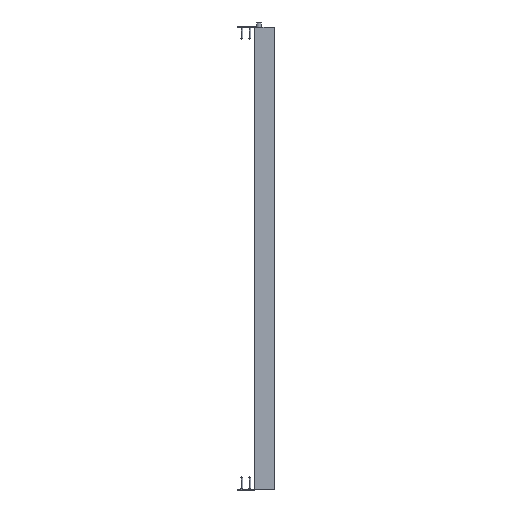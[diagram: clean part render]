
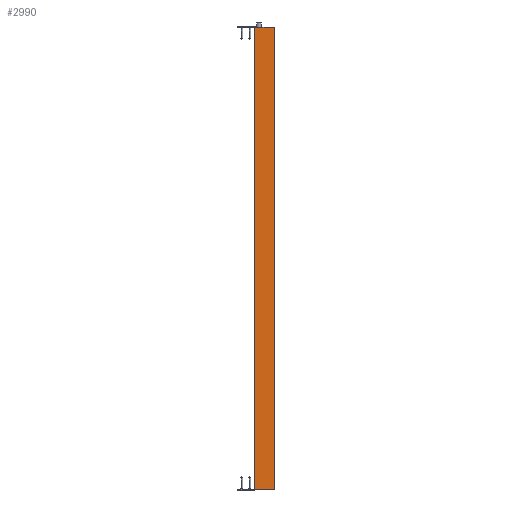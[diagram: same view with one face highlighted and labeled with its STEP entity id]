
A CAD part, left-side view. The second image highlights one B-rep face of the part: STEP entity #2990.
In plain terms, the highlighted planar face has unit normal (-1, 0.003, 0).
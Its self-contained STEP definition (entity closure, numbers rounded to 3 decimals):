
#2089 = VECTOR ( 'NONE', #43977, 1000. ) ;
#2990 = ADVANCED_FACE ( 'NONE', ( #32013 ), #16970, .F. ) ;
#5755 = VECTOR ( 'NONE', #31775, 1000. ) ;
#6606 = CARTESIAN_POINT ( 'NONE',  ( -4.1, -30., 708. ) ) ;
#9356 = VERTEX_POINT ( 'NONE', #38134 ) ;
#9642 = EDGE_CURVE ( 'NONE', #35301, #42303, #24638, .T. ) ;
#10519 = CARTESIAN_POINT ( 'NONE',  ( -4.002, -0.698, 708. ) ) ;
#11299 = DIRECTION ( 'NONE',  ( 1., -0.003, 0. ) ) ;
#14750 = VERTEX_POINT ( 'NONE', #19487 ) ;
#16186 = VECTOR ( 'NONE', #43311, 1000. ) ;
#16610 = ORIENTED_EDGE ( 'NONE', *, *, #39379, .F. ) ;
#16970 = PLANE ( 'NONE',  #31360 ) ;
#19487 = CARTESIAN_POINT ( 'NONE',  ( -4.1, -30., 708. ) ) ;
#20368 = EDGE_CURVE ( 'NONE', #14750, #9356, #38829, .T. ) ;
#21839 = VECTOR ( 'NONE', #24866, 1000. ) ;
#23106 = CARTESIAN_POINT ( 'NONE',  ( -4.002, -0.698, 0. ) ) ;
#23876 = EDGE_CURVE ( 'NONE', #42303, #9356, #40208, .T. ) ;
#24425 = EDGE_LOOP ( 'NONE', ( #44803, #25644, #16610, #40681 ) ) ;
#24638 = LINE ( 'NONE', #10519, #21839 ) ;
#24866 = DIRECTION ( 'NONE',  ( 0., 0., -1. ) ) ;
#25418 = LINE ( 'NONE', #29436, #16186 ) ;
#25621 = CARTESIAN_POINT ( 'NONE',  ( -4.002, -0.698, 0. ) ) ;
#25644 = ORIENTED_EDGE ( 'NONE', *, *, #20368, .F. ) ;
#25878 = DIRECTION ( 'NONE',  ( 0.003, 1., 0. ) ) ;
#29436 = CARTESIAN_POINT ( 'NONE',  ( -4.002, -0.698, 708. ) ) ;
#31360 = AXIS2_PLACEMENT_3D ( 'NONE', #43534, #11299, #25878 ) ;
#31775 = DIRECTION ( 'NONE',  ( 0., 0., -1. ) ) ;
#32013 = FACE_OUTER_BOUND ( 'NONE', #24425, .T. ) ;
#35301 = VERTEX_POINT ( 'NONE', #42098 ) ;
#38134 = CARTESIAN_POINT ( 'NONE',  ( -4.1, -30., 0. ) ) ;
#38829 = LINE ( 'NONE', #6606, #5755 ) ;
#39379 = EDGE_CURVE ( 'NONE', #35301, #14750, #25418, .T. ) ;
#40208 = LINE ( 'NONE', #25621, #2089 ) ;
#40681 = ORIENTED_EDGE ( 'NONE', *, *, #9642, .T. ) ;
#42098 = CARTESIAN_POINT ( 'NONE',  ( -4.002, -0.698, 708. ) ) ;
#42303 = VERTEX_POINT ( 'NONE', #23106 ) ;
#43311 = DIRECTION ( 'NONE',  ( -0.003, -1., 0. ) ) ;
#43534 = CARTESIAN_POINT ( 'NONE',  ( -4.002, -0.698, 708. ) ) ;
#43977 = DIRECTION ( 'NONE',  ( -0.003, -1., 0. ) ) ;
#44803 = ORIENTED_EDGE ( 'NONE', *, *, #23876, .T. ) ;
